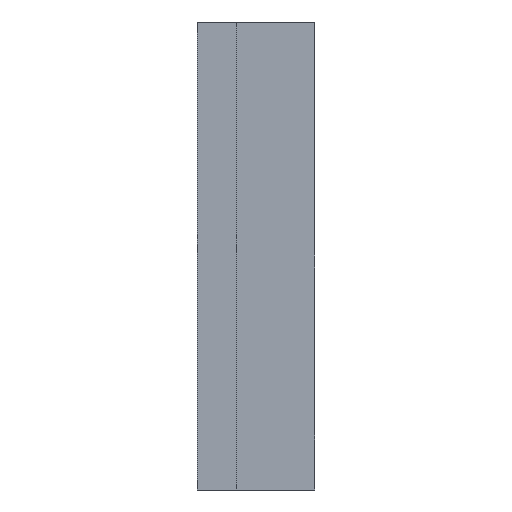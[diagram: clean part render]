
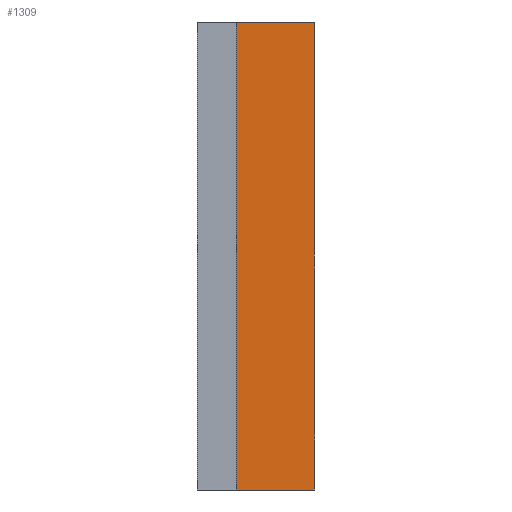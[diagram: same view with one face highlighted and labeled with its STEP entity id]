
A CAD part, left-side view. The second image highlights one B-rep face of the part: STEP entity #1309.
In plain terms, the highlighted planar face has unit normal (-1, 0, 0).
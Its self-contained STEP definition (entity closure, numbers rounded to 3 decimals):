
#23 = VERTEX_POINT ( 'NONE', #1540 ) ;
#41 = VECTOR ( 'NONE', #855, 1000. ) ;
#76 = LINE ( 'NONE', #282, #1436 ) ;
#112 = EDGE_CURVE ( 'NONE', #23, #479, #76, .T. ) ;
#122 = EDGE_CURVE ( 'NONE', #623, #628, #1101, .T. ) ;
#187 = CARTESIAN_POINT ( 'NONE',  ( -142.5, -5., 30. ) ) ;
#229 = DIRECTION ( 'NONE',  ( 0., 0., -1. ) ) ;
#264 = AXIS2_PLACEMENT_3D ( 'NONE', #1182, #606, #1308 ) ;
#282 = CARTESIAN_POINT ( 'NONE',  ( -142.5, -15., 30. ) ) ;
#309 = CARTESIAN_POINT ( 'NONE',  ( -142.5, -15., -30. ) ) ;
#338 = EDGE_LOOP ( 'NONE', ( #827, #1155, #397, #1487 ) ) ;
#397 = ORIENTED_EDGE ( 'NONE', *, *, #1471, .F. ) ;
#479 = VERTEX_POINT ( 'NONE', #309 ) ;
#595 = LINE ( 'NONE', #1578, #1573 ) ;
#606 = DIRECTION ( 'NONE',  ( 1., 0., 0. ) ) ;
#623 = VERTEX_POINT ( 'NONE', #1270 ) ;
#628 = VERTEX_POINT ( 'NONE', #1243 ) ;
#727 = CARTESIAN_POINT ( 'NONE',  ( -142.5, -5., 30. ) ) ;
#827 = ORIENTED_EDGE ( 'NONE', *, *, #1121, .T. ) ;
#855 = DIRECTION ( 'NONE',  ( 0., 0., -1. ) ) ;
#920 = DIRECTION ( 'NONE',  ( 0., -1., 0. ) ) ;
#1101 = LINE ( 'NONE', #187, #41 ) ;
#1121 = EDGE_CURVE ( 'NONE', #628, #479, #595, .T. ) ;
#1155 = ORIENTED_EDGE ( 'NONE', *, *, #112, .F. ) ;
#1182 = CARTESIAN_POINT ( 'NONE',  ( -142.5, -5., 30. ) ) ;
#1243 = CARTESIAN_POINT ( 'NONE',  ( -142.5, -5., -30. ) ) ;
#1270 = CARTESIAN_POINT ( 'NONE',  ( -142.5, -5., 30. ) ) ;
#1289 = FACE_OUTER_BOUND ( 'NONE', #338, .T. ) ;
#1308 = DIRECTION ( 'NONE',  ( 0., 0., -1. ) ) ;
#1309 = ADVANCED_FACE ( 'NONE', ( #1289 ), #1687, .F. ) ;
#1350 = LINE ( 'NONE', #727, #1662 ) ;
#1436 = VECTOR ( 'NONE', #229, 1000. ) ;
#1471 = EDGE_CURVE ( 'NONE', #623, #23, #1350, .T. ) ;
#1487 = ORIENTED_EDGE ( 'NONE', *, *, #122, .T. ) ;
#1540 = CARTESIAN_POINT ( 'NONE',  ( -142.5, -15., 30. ) ) ;
#1573 = VECTOR ( 'NONE', #920, 1000. ) ;
#1578 = CARTESIAN_POINT ( 'NONE',  ( -142.5, -5., -30. ) ) ;
#1596 = DIRECTION ( 'NONE',  ( 0., -1., 0. ) ) ;
#1662 = VECTOR ( 'NONE', #1596, 1000. ) ;
#1687 = PLANE ( 'NONE',  #264 ) ;
